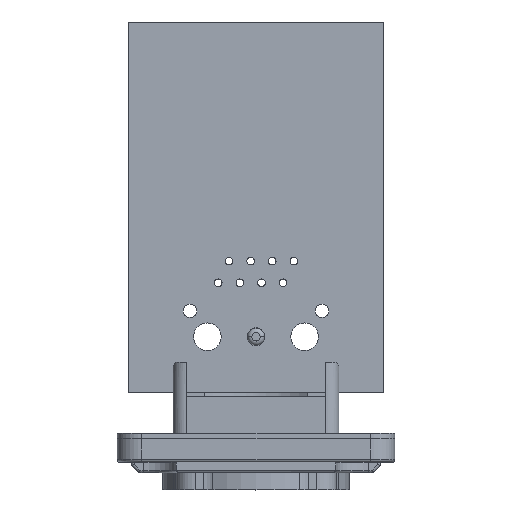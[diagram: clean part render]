
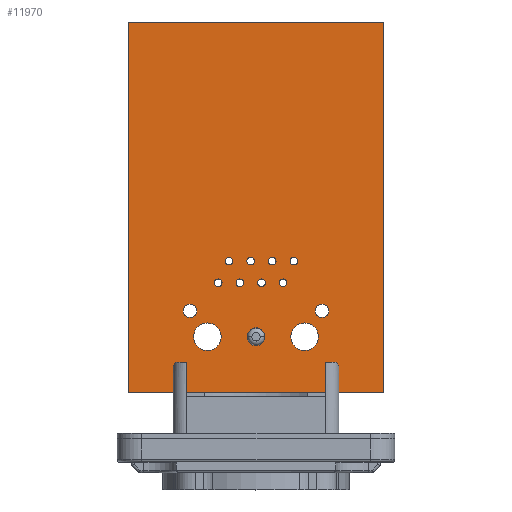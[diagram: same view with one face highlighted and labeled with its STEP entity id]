
A CAD part, top view. The second image highlights one B-rep face of the part: STEP entity #11970.
In plain terms, the highlighted face is planar.
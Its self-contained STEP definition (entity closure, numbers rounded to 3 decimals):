
#200=CARTESIAN_POINT('',(15.,6.76,10.72));
#210=VERTEX_POINT('',#200);
#240=CARTESIAN_POINT('',(8.763,6.76,10.72));
#250=DIRECTION('',(1.,0.,0.));
#260=VECTOR('',#250,1.);
#270=LINE('',#240,#260);
#280=CARTESIAN_POINT('',(-15.,6.76,10.72));
#290=VERTEX_POINT('',#280);
#300=EDGE_CURVE('',#290,#210,#270,.T.);
#570=CARTESIAN_POINT('',(-15.,6.76,-32.78));
#580=VERTEX_POINT('',#570);
#630=CARTESIAN_POINT('',(8.763,6.76,-32.78));
#640=DIRECTION('',(-1.,0.,0.));
#650=VECTOR('',#640,1.);
#660=LINE('',#630,#650);
#670=CARTESIAN_POINT('',(15.,6.76,-32.78));
#680=VERTEX_POINT('',#670);
#690=EDGE_CURVE('',#680,#580,#660,.T.);
#1000=CARTESIAN_POINT('',(-15.,6.76,7.22));
#1010=DIRECTION('',(0.,0.,-1.));
#1020=VECTOR('',#1010,1.);
#1030=LINE('',#1000,#1020);
#1040=EDGE_CURVE('',#290,#580,#1030,.T.);
#1350=CARTESIAN_POINT('',(-1.465,6.76,
-4.67));
#1360=VERTEX_POINT('',#1350);
#1390=CARTESIAN_POINT('',(-1.91,6.76,
-4.67));
#1400=DIRECTION('',(0.,-1.,0.));
#1410=DIRECTION('',(1.,0.,0.));
#1420=AXIS2_PLACEMENT_3D('',#1390,#1400,#1410);
#1430=CIRCLE('',#1420,0.445);
#1440=CARTESIAN_POINT('',(-2.355,6.76,
-4.67));
#1450=VERTEX_POINT('',#1440);
#1460=EDGE_CURVE('',#1450,#1360,#1430,.T.);
#1850=CARTESIAN_POINT('',(15.,6.76,7.22));
#1860=DIRECTION('',(0.,0.,1.));
#1870=VECTOR('',#1860,1.);
#1880=LINE('',#1850,#1870);
#1890=EDGE_CURVE('',#680,#210,#1880,.T.);
#4150=CARTESIAN_POINT('',(7.34,6.76,
4.22));
#4160=VERTEX_POINT('',#4150);
#4190=CARTESIAN_POINT('',(5.715,6.76,
4.22));
#4200=DIRECTION('',(0.,-1.,0.));
#4210=DIRECTION('',(1.,0.,0.));
#4220=AXIS2_PLACEMENT_3D('',#4190,#4200,#4210);
#4230=CIRCLE('',#4220,1.625);
#4240=CARTESIAN_POINT('',(4.09,6.76,
4.22));
#4250=VERTEX_POINT('',#4240);
#4260=EDGE_CURVE('',#4250,#4160,#4230,.T.);
#4540=CARTESIAN_POINT('',(1.05,6.76,
4.22));
#4550=VERTEX_POINT('',#4540);
#4580=CARTESIAN_POINT('',(0.,6.76,
4.22));
#4590=DIRECTION('',(0.,-1.,0.));
#4600=DIRECTION('',(1.,0.,0.));
#4610=AXIS2_PLACEMENT_3D('',#4580,#4590,#4600);
#4620=CIRCLE('',#4610,1.05);
#4630=CARTESIAN_POINT('',(-1.05,6.76,
4.22));
#4640=VERTEX_POINT('',#4630);
#4650=EDGE_CURVE('',#4640,#4550,#4620,.T.);
#4930=CARTESIAN_POINT('',(-4.09,6.76,
4.22));
#4940=VERTEX_POINT('',#4930);
#4970=CARTESIAN_POINT('',(-5.715,6.76,
4.22));
#4980=DIRECTION('',(0.,-1.,0.));
#4990=DIRECTION('',(1.,0.,0.));
#5000=AXIS2_PLACEMENT_3D('',#4970,#4980,#4990);
#5010=CIRCLE('',#5000,1.625);
#5020=CARTESIAN_POINT('',(-7.34,6.76,
4.22));
#5030=VERTEX_POINT('',#5020);
#5040=EDGE_CURVE('',#5030,#4940,#5010,.T.);
#5320=CARTESIAN_POINT('',(2.345,6.76,
-2.13));
#5330=VERTEX_POINT('',#5320);
#5360=CARTESIAN_POINT('',(1.9,6.76,
-2.13));
#5370=DIRECTION('',(0.,-1.,0.));
#5380=DIRECTION('',(1.,0.,0.));
#5390=AXIS2_PLACEMENT_3D('',#5360,#5370,#5380);
#5400=CIRCLE('',#5390,0.445);
#5410=CARTESIAN_POINT('',(1.455,6.76,
-2.13));
#5420=VERTEX_POINT('',#5410);
#5430=EDGE_CURVE('',#5420,#5330,#5400,.T.);
#5710=CARTESIAN_POINT('',(-6.96,6.76,
1.17));
#5720=VERTEX_POINT('',#5710);
#5750=CARTESIAN_POINT('',(-7.745,6.76,
1.17));
#5760=DIRECTION('',(0.,-1.,0.));
#5770=DIRECTION('',(1.,0.,0.));
#5780=AXIS2_PLACEMENT_3D('',#5750,#5760,#5770);
#5790=CIRCLE('',#5780,0.785);
#5800=CARTESIAN_POINT('',(-8.53,6.76,
1.17));
#5810=VERTEX_POINT('',#5800);
#5820=EDGE_CURVE('',#5810,#5720,#5790,.T.);
#6100=CARTESIAN_POINT('',(4.885,6.76,
-2.13));
#6110=VERTEX_POINT('',#6100);
#6140=CARTESIAN_POINT('',(4.44,6.76,
-2.13));
#6150=DIRECTION('',(0.,-1.,0.));
#6160=DIRECTION('',(1.,0.,0.));
#6170=AXIS2_PLACEMENT_3D('',#6140,#6150,#6160);
#6180=CIRCLE('',#6170,0.445);
#6190=CARTESIAN_POINT('',(3.995,6.76,
-2.13));
#6200=VERTEX_POINT('',#6190);
#6210=EDGE_CURVE('',#6200,#6110,#6180,.T.);
#6490=CARTESIAN_POINT('',(-4.005,6.76,
-4.67));
#6500=VERTEX_POINT('',#6490);
#6530=CARTESIAN_POINT('',(-4.45,6.76,
-4.67));
#6540=DIRECTION('',(0.,-1.,0.));
#6550=DIRECTION('',(1.,0.,0.));
#6560=AXIS2_PLACEMENT_3D('',#6530,#6540,#6550);
#6570=CIRCLE('',#6560,0.445);
#6580=CARTESIAN_POINT('',(-4.895,6.76,
-4.67));
#6590=VERTEX_POINT('',#6580);
#6600=EDGE_CURVE('',#6590,#6500,#6570,.T.);
#6880=CARTESIAN_POINT('',(-0.195,6.76,
-2.13));
#6890=VERTEX_POINT('',#6880);
#6920=CARTESIAN_POINT('',(-0.64,6.76,
-2.13));
#6930=DIRECTION('',(0.,-1.,0.));
#6940=DIRECTION('',(1.,0.,0.));
#6950=AXIS2_PLACEMENT_3D('',#6920,#6930,#6940);
#6960=CIRCLE('',#6950,0.445);
#6970=CARTESIAN_POINT('',(-1.085,6.76,
-2.13));
#6980=VERTEX_POINT('',#6970);
#6990=EDGE_CURVE('',#6980,#6890,#6960,.T.);
#7270=CARTESIAN_POINT('',(8.53,6.76,
1.17));
#7280=VERTEX_POINT('',#7270);
#7310=CARTESIAN_POINT('',(7.745,6.76,
1.17));
#7320=DIRECTION('',(0.,-1.,0.));
#7330=DIRECTION('',(1.,0.,0.));
#7340=AXIS2_PLACEMENT_3D('',#7310,#7320,#7330);
#7350=CIRCLE('',#7340,0.785);
#7360=CARTESIAN_POINT('',(6.96,6.76,
1.17));
#7370=VERTEX_POINT('',#7360);
#7380=EDGE_CURVE('',#7370,#7280,#7350,.T.);
#7660=CARTESIAN_POINT('',(3.615,6.76,
-4.67));
#7670=VERTEX_POINT('',#7660);
#7700=CARTESIAN_POINT('',(3.17,6.76,
-4.67));
#7710=DIRECTION('',(0.,-1.,0.));
#7720=DIRECTION('',(1.,0.,0.));
#7730=AXIS2_PLACEMENT_3D('',#7700,#7710,#7720);
#7740=CIRCLE('',#7730,0.445);
#7750=CARTESIAN_POINT('',(2.725,6.76,
-4.67));
#7760=VERTEX_POINT('',#7750);
#7770=EDGE_CURVE('',#7760,#7670,#7740,.T.);
#8050=CARTESIAN_POINT('',(-2.735,6.76,
-2.13));
#8060=VERTEX_POINT('',#8050);
#8090=CARTESIAN_POINT('',(-3.18,6.76,
-2.13));
#8100=DIRECTION('',(0.,-1.,0.));
#8110=DIRECTION('',(1.,0.,0.));
#8120=AXIS2_PLACEMENT_3D('',#8090,#8100,#8110);
#8130=CIRCLE('',#8120,0.445);
#8140=CARTESIAN_POINT('',(-3.625,6.76,
-2.13));
#8150=VERTEX_POINT('',#8140);
#8160=EDGE_CURVE('',#8150,#8060,#8130,.T.);
#8440=CARTESIAN_POINT('',(1.075,6.76,
-4.67));
#8450=VERTEX_POINT('',#8440);
#8480=CARTESIAN_POINT('',(0.63,6.76,
-4.67));
#8490=DIRECTION('',(0.,-1.,0.));
#8500=DIRECTION('',(1.,0.,0.));
#8510=AXIS2_PLACEMENT_3D('',#8480,#8490,#8500);
#8520=CIRCLE('',#8510,0.445);
#8530=CARTESIAN_POINT('',(0.185,6.76,
-4.67));
#8540=VERTEX_POINT('',#8530);
#8550=EDGE_CURVE('',#8540,#8450,#8520,.T.);
#8810=EDGE_CURVE('',#7280,#7370,#7350,.T.);
#9010=EDGE_CURVE('',#6110,#6200,#6180,.T.);
#9210=EDGE_CURVE('',#8450,#8540,#8520,.T.);
#9410=EDGE_CURVE('',#5330,#5420,#5400,.T.);
#9610=EDGE_CURVE('',#1360,#1450,#1430,.T.);
#9810=EDGE_CURVE('',#4940,#5030,#5010,.T.);
#10010=EDGE_CURVE('',#4160,#4250,#4230,.T.);
#10210=EDGE_CURVE('',#7670,#7760,#7740,.T.);
#10410=EDGE_CURVE('',#8060,#8150,#8130,.T.);
#10610=EDGE_CURVE('',#4550,#4640,#4620,.T.);
#10810=EDGE_CURVE('',#6890,#6980,#6960,.T.);
#11010=EDGE_CURVE('',#6500,#6590,#6570,.T.);
#11190=EDGE_CURVE('',#5720,#5810,#5790,.T.);
#11340=CARTESIAN_POINT('',(-15.,6.76,7.22));
#11350=DIRECTION('',(0.,-1.,0.));
#11360=DIRECTION('',(1.,0.,0.));
#11370=AXIS2_PLACEMENT_3D('',#11340,#11350,#11360);
#11380=PLANE('',#11370);
#11390=ORIENTED_EDGE('',*,*,#9610,.F.);
#11400=ORIENTED_EDGE('',*,*,#1460,.F.);
#11410=EDGE_LOOP('',(#11400,#11390));
#11420=FACE_BOUND('',#11410,.T.);
#11430=ORIENTED_EDGE('',*,*,#9210,.F.);
#11440=ORIENTED_EDGE('',*,*,#8550,.F.);
#11450=EDGE_LOOP('',(#11440,#11430));
#11460=FACE_BOUND('',#11450,.T.);
#11470=ORIENTED_EDGE('',*,*,#10410,.F.);
#11480=ORIENTED_EDGE('',*,*,#8160,.F.);
#11490=EDGE_LOOP('',(#11480,#11470));
#11500=FACE_BOUND('',#11490,.T.);
#11510=ORIENTED_EDGE('',*,*,#10210,.F.);
#11520=ORIENTED_EDGE('',*,*,#7770,.F.);
#11530=EDGE_LOOP('',(#11520,#11510));
#11540=FACE_BOUND('',#11530,.T.);
#11550=ORIENTED_EDGE('',*,*,#8810,.F.);
#11560=ORIENTED_EDGE('',*,*,#7380,.F.);
#11570=EDGE_LOOP('',(#11560,#11550));
#11580=FACE_BOUND('',#11570,.T.);
#11590=ORIENTED_EDGE('',*,*,#10810,.F.);
#11600=ORIENTED_EDGE('',*,*,#6990,.F.);
#11610=EDGE_LOOP('',(#11600,#11590));
#11620=FACE_BOUND('',#11610,.T.);
#11630=ORIENTED_EDGE('',*,*,#11010,.F.);
#11640=ORIENTED_EDGE('',*,*,#6600,.F.);
#11650=EDGE_LOOP('',(#11640,#11630));
#11660=FACE_BOUND('',#11650,.T.);
#11670=ORIENTED_EDGE('',*,*,#9010,.F.);
#11680=ORIENTED_EDGE('',*,*,#6210,.F.);
#11690=EDGE_LOOP('',(#11680,#11670));
#11700=FACE_BOUND('',#11690,.T.);
#11710=ORIENTED_EDGE('',*,*,#11190,.F.);
#11720=ORIENTED_EDGE('',*,*,#5820,.F.);
#11730=EDGE_LOOP('',(#11720,#11710));
#11740=FACE_BOUND('',#11730,.T.);
#11750=ORIENTED_EDGE('',*,*,#9410,.F.);
#11760=ORIENTED_EDGE('',*,*,#5430,.F.);
#11770=EDGE_LOOP('',(#11760,#11750));
#11780=FACE_BOUND('',#11770,.T.);
#11790=ORIENTED_EDGE('',*,*,#10010,.F.);
#11800=ORIENTED_EDGE('',*,*,#4260,.F.);
#11810=EDGE_LOOP('',(#11800,#11790));
#11820=FACE_BOUND('',#11810,.T.);
#11830=ORIENTED_EDGE('',*,*,#9810,.F.);
#11840=ORIENTED_EDGE('',*,*,#5040,.F.);
#11850=EDGE_LOOP('',(#11840,#11830));
#11860=FACE_BOUND('',#11850,.T.);
#11870=ORIENTED_EDGE('',*,*,#10610,.F.);
#11880=ORIENTED_EDGE('',*,*,#4650,.F.);
#11890=EDGE_LOOP('',(#11880,#11870));
#11900=FACE_BOUND('',#11890,.T.);
#11910=ORIENTED_EDGE('',*,*,#1890,.T.);
#11920=ORIENTED_EDGE('',*,*,#690,.F.);
#11930=ORIENTED_EDGE('',*,*,#1040,.T.);
#11940=ORIENTED_EDGE('',*,*,#300,.F.);
#11950=EDGE_LOOP('',(#11940,#11930,#11920,#11910));
#11960=FACE_OUTER_BOUND('',#11950,.T.);
#11970=ADVANCED_FACE('',(#11420,#11460,#11500,#11540,#11580,#11620,
#11660,#11700,#11740,#11780,#11820,#11860,#11900,#11960),#11380,.T.);
